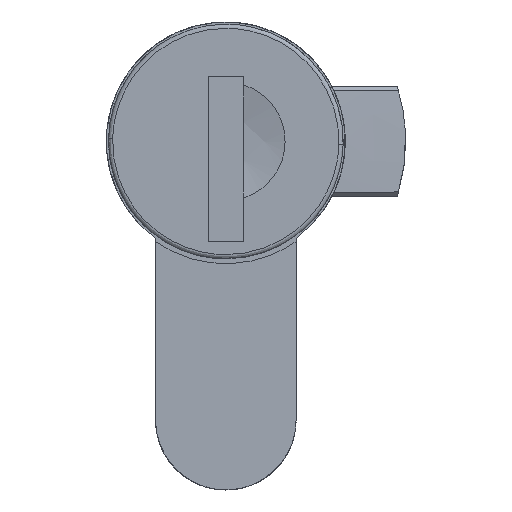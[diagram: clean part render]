
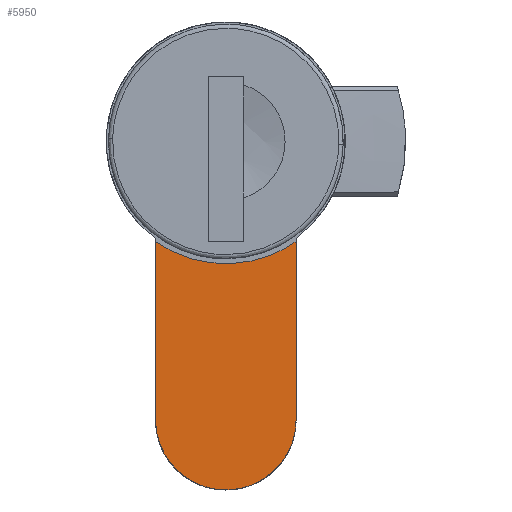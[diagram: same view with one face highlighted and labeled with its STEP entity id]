
A CAD part, front view. The second image highlights one B-rep face of the part: STEP entity #5950.
In plain terms, the highlighted free-form (B-spline) face has degree [1, 1] with [2, 2] control points.
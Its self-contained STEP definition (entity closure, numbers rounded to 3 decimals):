
#5887=CARTESIAN_POINT('',(-5.5,0.55,-25.683));
#5888=CARTESIAN_POINT('',(5.5,0.55,-25.683));
#5889=CARTESIAN_POINT('',(-5.5,0.55,-6.237));
#5890=CARTESIAN_POINT('',(5.5,0.55,-6.237));
#5891=B_SPLINE_SURFACE_WITH_KNOTS('',1,1,((#5887,#5889),(#5888,#5890)),.UNSPECIFIED.,.F.,.F.,.U.,(2,2),(2,2),(0.0,10.999),(0.0,19.447),.UNSPECIFIED.);
#5892=CARTESIAN_POINT('',(-5.,0.55,-19.8));
#5893=VERTEX_POINT('',#5892);
#5894=CARTESIAN_POINT('',(-5.,0.55,-7.12));
#5895=VERTEX_POINT('',#5894);
#5896=CARTESIAN_POINT('',(-5.,0.55,-19.8));
#5897=CARTESIAN_POINT('',(-5.,0.55,-7.12));
#5898=QUASI_UNIFORM_CURVE('',1,(#5896,#5897),.UNSPECIFIED.,.F.,.U.);
#5899=EDGE_CURVE('',#5893,#5895,#5898,.T.);
#5900=ORIENTED_EDGE('',*,*,#5899,.F.);
#5901=CARTESIAN_POINT('',(5.,0.55,-19.8));
#5902=VERTEX_POINT('',#5901);
#5903=CARTESIAN_POINT('',(-5.,0.55,-19.8));
#5904=CARTESIAN_POINT('',(-5.,0.55,-20.056));
#5905=CARTESIAN_POINT('',(-4.962,0.55,-20.547));
#5906=CARTESIAN_POINT('',(-4.778,0.55,-21.356));
#5907=CARTESIAN_POINT('',(-4.425,0.55,-22.2));
#5908=CARTESIAN_POINT('',(-3.864,0.55,-23.024));
#5909=CARTESIAN_POINT('',(-3.255,0.55,-23.622));
#5910=CARTESIAN_POINT('',(-2.656,0.55,-24.052));
#5911=CARTESIAN_POINT('',(-1.971,0.55,-24.423));
#5912=CARTESIAN_POINT('',(-1.191,0.55,-24.684));
#5913=CARTESIAN_POINT('',(-0.247,0.55,-24.821));
#5914=CARTESIAN_POINT('',(0.596,0.55,-24.792));
#5915=CARTESIAN_POINT('',(1.437,0.55,-24.609));
#5916=CARTESIAN_POINT('',(2.127,0.55,-24.345));
#5917=CARTESIAN_POINT('',(2.797,0.55,-23.968));
#5918=CARTESIAN_POINT('',(3.435,0.55,-23.467));
#5919=CARTESIAN_POINT('',(3.95,0.55,-22.895));
#5920=CARTESIAN_POINT('',(4.341,0.55,-22.306));
#5921=CARTESIAN_POINT('',(4.662,0.55,-21.665));
#5922=CARTESIAN_POINT('',(4.928,0.55,-20.823));
#5923=CARTESIAN_POINT('',(5.,0.55,-20.158));
#5924=CARTESIAN_POINT('',(5.,0.55,-19.8));
#5925=B_SPLINE_CURVE_WITH_KNOTS('',3,(#5903,#5904,#5905,#5906,#5907,#5908,#5909,#5910,#5911,#5912,#5913,#5914,#5915,#5916,#5917,#5918,#5919,#5920,#5921,#5922,#5923,#5924),.UNSPECIFIED.,.F.,.U.,(4,1,1,1,1,1,1,1,1,1,1,1,1,1,1,1,1,1,1,4),(0.,0.767,1.473,2.485,3.497,4.449,5.031,5.706,6.78,7.486,8.56,9.296,10.063,10.769,11.597,12.487,13.07,13.714,14.634,15.708),.UNSPECIFIED.);
#5926=EDGE_CURVE('',#5893,#5902,#5925,.T.);
#5927=ORIENTED_EDGE('',*,*,#5926,.T.);
#5928=CARTESIAN_POINT('',(5.,0.55,-7.12));
#5929=VERTEX_POINT('',#5928);
#5930=CARTESIAN_POINT('',(5.,0.55,-7.12));
#5931=CARTESIAN_POINT('',(5.,0.55,-19.8));
#5932=QUASI_UNIFORM_CURVE('',1,(#5930,#5931),.UNSPECIFIED.,.F.,.U.);
#5933=EDGE_CURVE('',#5929,#5902,#5932,.T.);
#5934=ORIENTED_EDGE('',*,*,#5933,.F.);
#5935=CARTESIAN_POINT('',(-5.,0.55,-7.12));
#5936=CARTESIAN_POINT('',(0.,0.55,-10.631));
#5937=CARTESIAN_POINT('',(5.,0.55,-7.12));
#5945=(BOUNDED_CURVE()B_SPLINE_CURVE(2,(#5935,#5936,#5937),.UNSPECIFIED.,.F.,.U.)CURVE()GEOMETRIC_REPRESENTATION_ITEM()QUASI_UNIFORM_CURVE()RATIONAL_B_SPLINE_CURVE((1.0,0.818,1.0))REPRESENTATION_ITEM(''));
#5946=EDGE_CURVE('',#5895,#5929,#5945,.T.);
#5947=ORIENTED_EDGE('',*,*,#5946,.F.);
#5948=EDGE_LOOP('',(#5900,#5927,#5934,#5947));
#5949=FACE_OUTER_BOUND('',#5948,.T.);
#5950=ADVANCED_FACE('',(#5949),#5891,.T.);
